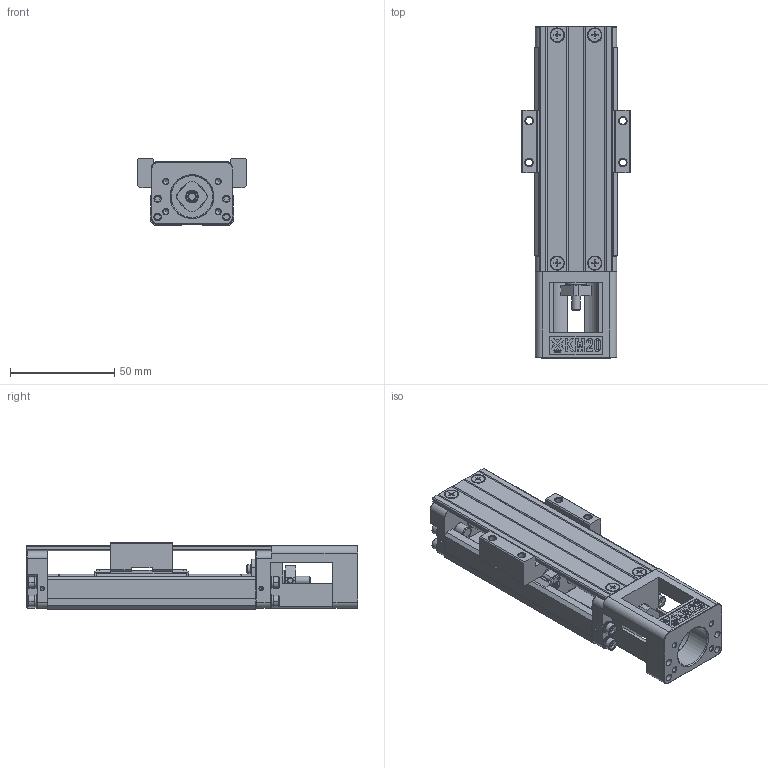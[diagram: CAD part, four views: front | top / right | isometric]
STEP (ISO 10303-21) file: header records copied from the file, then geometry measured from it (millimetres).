
FILE_DESCRIPTION(/* description */ (''),/* implementation_level */ '2;1');
FILE_NAME(/* name */ '',/* time_stamp */ '2015-01-21T21:30:12+08:00',/* author */ (''),/* organization */ (''),/* preprocessor_version */ 'ST-DEVELOPER v11',/* originating_system */ 'UGS - NX 5.0',/* authorisation */ '');
FILE_SCHEMA (('CONFIG_CONTROL_DESIGN'));
Products named in the file (1): kevi3698j46s
Bounding box: 52 x 159.3 x 32 mm (x, y, z)
Surface area: 67909.2 mm2 (no closed solid volume)
Topology: 0 solids, 1789 shells, 1789 faces, 8767 edges, 8457 vertices
Faces by surface type: plane 967, cylinder 470, cone 211, torus 92, bspline 49
Full cylindrical faces by diameter (mm): 0.3 x4, 1.4 x4, 1.5 x12, 1.6 x26, 2 x6, 2.2 x4, 2.3 x8, 2.5 x16, 2.7 x1, 3 x2, 3.2 x4, 3.3 x4, 3.4 x4, 3.5 x16, 4 x9, 4.3 x4, 4.7 x4, 5.3 x8, 6 x17, 6.35 x1, 6.5 x8, 7 x7, 9 x3, 10 x1, 12 x1, 13 x1, 15.9 x1, 16 x3, 20 x1
Entity records: 96729 total; most frequent: CARTESIAN_POINT 30858, DIRECTION 11986, VERTEX_POINT 8455, ORIENTED_EDGE 8425, EDGE_CURVE 8425, LINE 4492, VECTOR 4492, AXIS2_PLACEMENT_3D 3747
